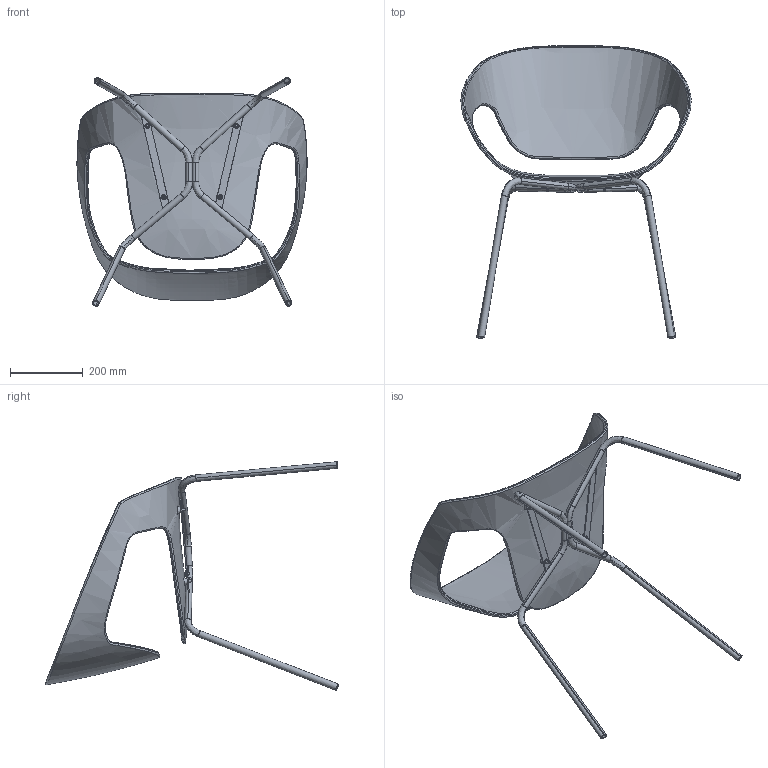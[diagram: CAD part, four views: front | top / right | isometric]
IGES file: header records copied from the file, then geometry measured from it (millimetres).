
Start section: SolidWorks IGES file using analytic representation for surfaces
Global section: file name: VAD SEDIA VERNIC.IGS; native system: SolidWorks 2016; preprocessor: SolidWorks 2016; author: andrea.intermite; date: 170321.112032; units: millimetre
Bounding box: 630.51 x 802.65 x 626.17 mm (x, y, z)
Volume: 2303751.1 mm3; surface area: 1119858.8 mm2
Topology: 5 solids, 5 shells, 177 faces, 950 edges, 1263 vertices
Faces by surface type: revolution 116, bspline 40, plane 21
